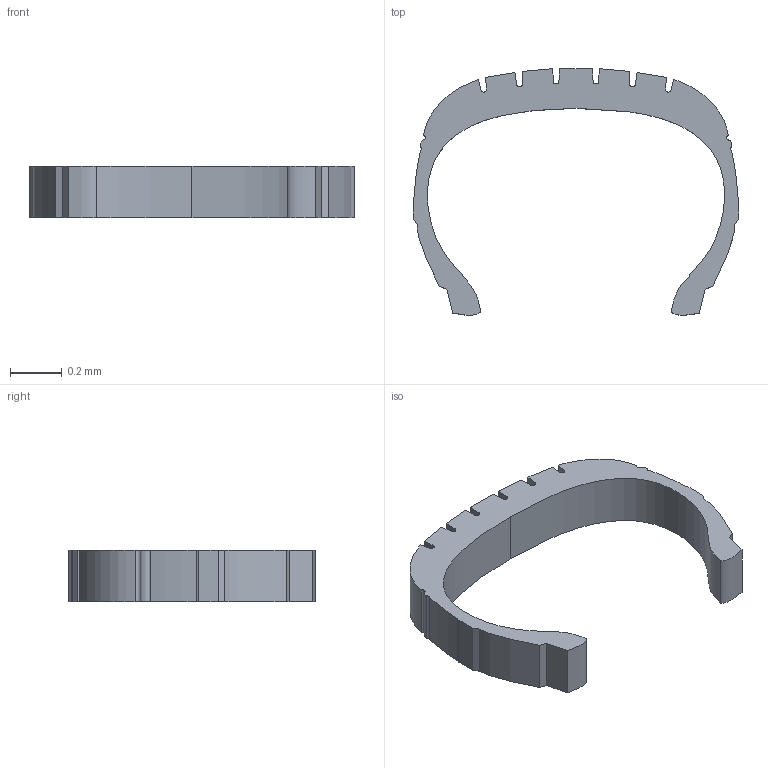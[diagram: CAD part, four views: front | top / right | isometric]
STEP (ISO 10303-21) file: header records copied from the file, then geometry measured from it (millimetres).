
FILE_DESCRIPTION(/* description */ ('Unknown'),/* implementation_level */ '2;1');
FILE_NAME(/* name */ 'tire2D',/* time_stamp */ '2021-07-07T12:52:06+02:00',/* author */ ('Unknown'),/* organization */ ('Unknown'),/* preprocessor_version */ 'ST-DEVELOPER v16.7',/* originating_system */ 'Solid Edge',/* authorisation */ 'Unknown');
FILE_SCHEMA (('AUTOMOTIVE_DESIGN {1 0 10303 214 3 1 1}'));
Length unit declared in the file: millimetre
Products named in the file (1): tire - Copy
Bounding box: 1.26 x 0.95 x 0.2 mm (x, y, z)
Volume: 0.1 mm3; surface area: 1.8 mm2
Topology: 1 solids, 1 shells, 47 faces, 135 edges, 90 vertices
Faces by surface type: plane 29, bspline 10, cylinder 8
Entity records: 1703 total; most frequent: CARTESIAN_POINT 491, ORIENTED_EDGE 270, DIRECTION 207, EDGE_CURVE 135, LINE 99, VECTOR 99, VERTEX_POINT 90, AXIS2_PLACEMENT_3D 54
